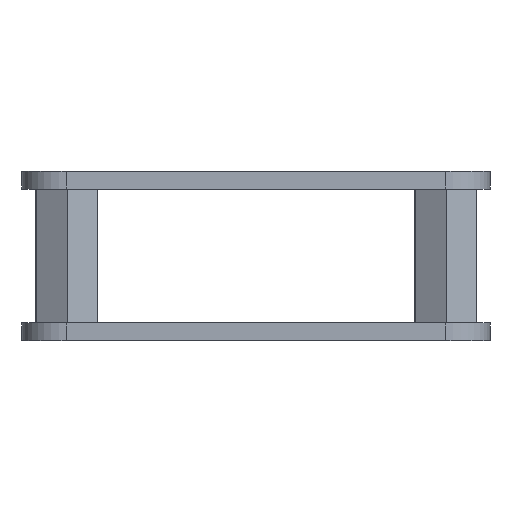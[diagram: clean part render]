
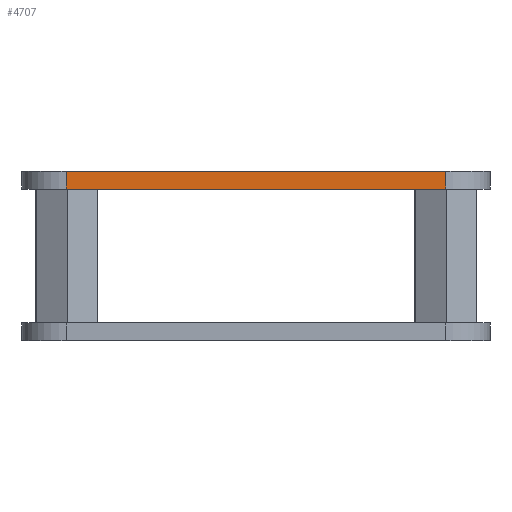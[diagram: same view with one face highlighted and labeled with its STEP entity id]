
A CAD part, left-side view. The second image highlights one B-rep face of the part: STEP entity #4707.
In plain terms, the highlighted planar face has unit normal (-1, 0, 0).
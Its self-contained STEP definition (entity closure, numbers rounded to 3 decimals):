
#104 = VERTEX_POINT ( 'NONE', #957 ) ;
#162 = EDGE_CURVE ( 'NONE', #104, #2454, #4345, .T. ) ;
#330 = DIRECTION ( 'NONE',  ( 0., 0., 1. ) ) ;
#359 = ORIENTED_EDGE ( 'NONE', *, *, #1907, .F. ) ;
#437 = ORIENTED_EDGE ( 'NONE', *, *, #5030, .T. ) ;
#707 = VERTEX_POINT ( 'NONE', #921 ) ;
#814 = EDGE_LOOP ( 'NONE', ( #2587, #437, #359, #4711 ) ) ;
#821 = CARTESIAN_POINT ( 'NONE',  ( 0.013, -38., 0. ) ) ;
#830 = CARTESIAN_POINT ( 'NONE',  ( 0.013, -38., 1.6 ) ) ;
#921 = CARTESIAN_POINT ( 'NONE',  ( 0.013, -4., 1.6 ) ) ;
#957 = CARTESIAN_POINT ( 'NONE',  ( 0.013, -38., 0. ) ) ;
#1120 = DIRECTION ( 'NONE',  ( 0., 0., 1. ) ) ;
#1185 = PLANE ( 'NONE',  #3981 ) ;
#1244 = EDGE_CURVE ( 'NONE', #104, #2633, #3316, .T. ) ;
#1269 = CARTESIAN_POINT ( 'NONE',  ( 0.013, -38., 0. ) ) ;
#1361 = LINE ( 'NONE', #5103, #3022 ) ;
#1372 = DIRECTION ( 'NONE',  ( 0., 1., 0. ) ) ;
#1622 = DIRECTION ( 'NONE',  ( 0., 0., 1. ) ) ;
#1907 = EDGE_CURVE ( 'NONE', #2454, #707, #3188, .T. ) ;
#2454 = VERTEX_POINT ( 'NONE', #2820 ) ;
#2587 = ORIENTED_EDGE ( 'NONE', *, *, #1244, .T. ) ;
#2633 = VERTEX_POINT ( 'NONE', #830 ) ;
#2820 = CARTESIAN_POINT ( 'NONE',  ( 0.013, -4., 0. ) ) ;
#3022 = VECTOR ( 'NONE', #5019, 1000. ) ;
#3113 = CARTESIAN_POINT ( 'NONE',  ( 0.013, -38., 0. ) ) ;
#3188 = LINE ( 'NONE', #5257, #3760 ) ;
#3287 = DIRECTION ( 'NONE',  ( -1., 0., 0. ) ) ;
#3316 = LINE ( 'NONE', #1269, #4103 ) ;
#3649 = VECTOR ( 'NONE', #1372, 1000. ) ;
#3760 = VECTOR ( 'NONE', #1120, 1000. ) ;
#3981 = AXIS2_PLACEMENT_3D ( 'NONE', #821, #3287, #330 ) ;
#4103 = VECTOR ( 'NONE', #1622, 1000. ) ;
#4345 = LINE ( 'NONE', #3113, #3649 ) ;
#4707 = ADVANCED_FACE ( 'NONE', ( #4932 ), #1185, .T. ) ;
#4711 = ORIENTED_EDGE ( 'NONE', *, *, #162, .F. ) ;
#4932 = FACE_OUTER_BOUND ( 'NONE', #814, .T. ) ;
#5019 = DIRECTION ( 'NONE',  ( 0., 1., 0. ) ) ;
#5030 = EDGE_CURVE ( 'NONE', #2633, #707, #1361, .T. ) ;
#5103 = CARTESIAN_POINT ( 'NONE',  ( 0.013, -38., 1.6 ) ) ;
#5257 = CARTESIAN_POINT ( 'NONE',  ( 0.013, -4., 0. ) ) ;
